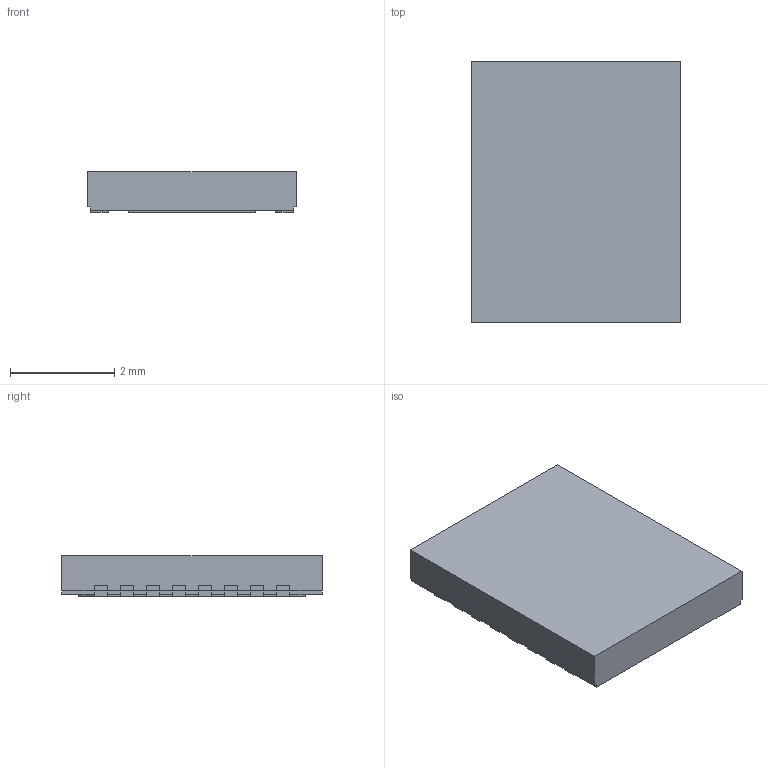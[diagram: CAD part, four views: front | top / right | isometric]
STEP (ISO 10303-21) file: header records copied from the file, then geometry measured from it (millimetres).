
FILE_DESCRIPTION((''),'2;1');
FILE_NAME('DSU0016A_ASM','2018-02-09T09:08:39',('a0412086'),(''),'CREO PARAMETRIC BY PTC INC, 2017260','CREO PARAMETRIC BY PTC INC, 2017260','');
FILE_SCHEMA(('AUTOMOTIVE_DESIGN { 1 0 10303 214 1 1 1 1 }'));
Length unit declared in the file: millimetre
Products named in the file (4): BODY-SON_AF0; FRAME-DSU0016A_AF0; PIN1-ID; DSU0016A_ASM
Assembly tree (3 placements, depth 2):
  DSU0016A_ASM
    BODY-SON_AF0
    FRAME-DSU0016A_AF0
    PIN1-ID
Bounding box: 4 x 5 x 0.78 mm (x, y, z)
Volume: 15.3 mm3; surface area: 88.2 mm2
Topology: 18 solids, 18 shells, 247 faces, 630 edges, 420 vertices
Faces by surface type: plane 215, cylinder 32
Entity records: 10093 total; most frequent: CARTESIAN_POINT 1347, ORIENTED_EDGE 1260, DIRECTION 1254, PRESENTATION_STYLE_ASSIGNMENT 697, STYLED_ITEM 648, CURVE_STYLE 630, EDGE_CURVE 630, VECTOR 566
